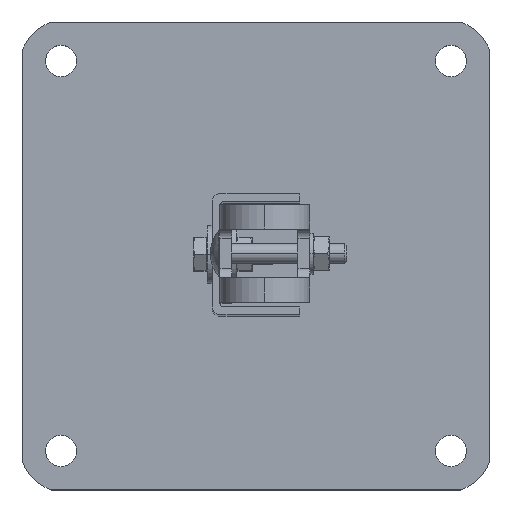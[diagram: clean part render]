
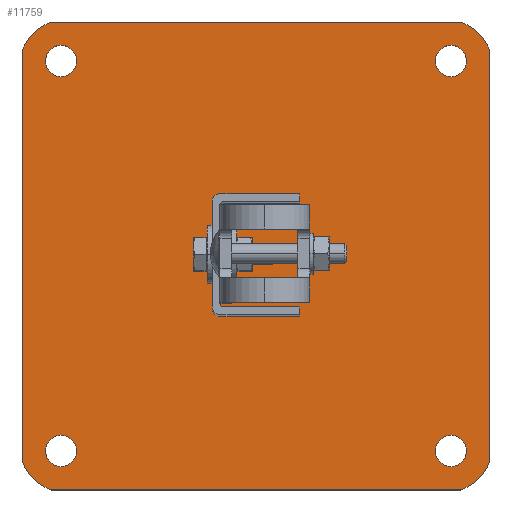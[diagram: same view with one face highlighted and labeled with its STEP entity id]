
A CAD part, top view. The second image highlights one B-rep face of the part: STEP entity #11759.
In plain terms, the highlighted planar face has unit normal (0, 0, 1).
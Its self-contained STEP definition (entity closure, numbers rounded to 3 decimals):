
#2 = VERTEX_POINT ( 'NONE', #5545 ) ;
#31 = DIRECTION ( 'NONE',  ( 0., 0., 1. ) ) ;
#48 = DIRECTION ( 'NONE',  ( 0., 0., 1. ) ) ;
#115 = DIRECTION ( 'NONE',  ( 1., 0., 0. ) ) ;
#150 = EDGE_CURVE ( 'NONE', #9982, #3801, #9479, .T. ) ;
#160 = CARTESIAN_POINT ( 'NONE',  ( 75.097, 112.325, 4. ) ) ;
#253 = ORIENTED_EDGE ( 'NONE', *, *, #874, .T. ) ;
#260 = CARTESIAN_POINT ( 'NONE',  ( -124.903, -87.675, 4. ) ) ;
#325 = VERTEX_POINT ( 'NONE', #11311 ) ;
#478 = VERTEX_POINT ( 'NONE', #160 ) ;
#702 = EDGE_LOOP ( 'NONE', ( #5086, #7742 ) ) ;
#874 = EDGE_CURVE ( 'NONE', #10747, #3429, #7287, .T. ) ;
#1065 = DIRECTION ( 'NONE',  ( 0., 1., 0. ) ) ;
#1102 = CARTESIAN_POINT ( 'NONE',  ( 103.097, 132.325, 4. ) ) ;
#1162 = ORIENTED_EDGE ( 'NONE', *, *, #150, .T. ) ;
#1215 = DIRECTION ( 'NONE',  ( 0., 0., 1. ) ) ;
#1264 = AXIS2_PLACEMENT_3D ( 'NONE', #2798, #9448, #11293 ) ;
#1344 = DIRECTION ( 'NONE',  ( 1., 0., 0. ) ) ;
#1370 = EDGE_CURVE ( 'NONE', #3736, #10043, #2085, .T. ) ;
#1446 = VERTEX_POINT ( 'NONE', #260 ) ;
#1773 = ORIENTED_EDGE ( 'NONE', *, *, #5939, .T. ) ;
#2027 = VERTEX_POINT ( 'NONE', #7136 ) ;
#2085 = CIRCLE ( 'NONE', #9523, 8. ) ;
#2137 = CARTESIAN_POINT ( 'NONE',  ( -116.903, -87.675, 4. ) ) ;
#2248 = CARTESIAN_POINT ( 'NONE',  ( -136.903, 117.22, 4. ) ) ;
#2270 = AXIS2_PLACEMENT_3D ( 'NONE', #9463, #31, #9706 ) ;
#2521 = VECTOR ( 'NONE', #1065, 1000. ) ;
#2613 = CIRCLE ( 'NONE', #9640, 8. ) ;
#2742 = ORIENTED_EDGE ( 'NONE', *, *, #4074, .F. ) ;
#2798 = CARTESIAN_POINT ( 'NONE',  ( 79.562, -84.14, 4. ) ) ;
#3002 = CARTESIAN_POINT ( 'NONE',  ( 83.097, 112.325, 4. ) ) ;
#3077 = CIRCLE ( 'NONE', #2270, 25. ) ;
#3100 = DIRECTION ( 'NONE',  ( 1., 0., 0. ) ) ;
#3108 = VERTEX_POINT ( 'NONE', #9539 ) ;
#3221 = CARTESIAN_POINT ( 'NONE',  ( -113.367, 108.789, 4. ) ) ;
#3319 = EDGE_CURVE ( 'NONE', #325, #10747, #3077, .T. ) ;
#3360 = FACE_BOUND ( 'NONE', #7283, .T. ) ;
#3424 = CARTESIAN_POINT ( 'NONE',  ( -136.903, 132.325, 4. ) ) ;
#3429 = VERTEX_POINT ( 'NONE', #6222 ) ;
#3460 = EDGE_LOOP ( 'NONE', ( #9353, #3821 ) ) ;
#3493 = DIRECTION ( 'NONE',  ( -1., 0., 0. ) ) ;
#3509 = DIRECTION ( 'NONE',  ( 1., 0., 0. ) ) ;
#3537 = CIRCLE ( 'NONE', #8188, 8. ) ;
#3678 = DIRECTION ( 'NONE',  ( 0., 0., 1. ) ) ;
#3736 = VERTEX_POINT ( 'NONE', #6808 ) ;
#3801 = VERTEX_POINT ( 'NONE', #9689 ) ;
#3821 = ORIENTED_EDGE ( 'NONE', *, *, #11757, .F. ) ;
#3960 = LINE ( 'NONE', #1102, #8530 ) ;
#4074 = EDGE_CURVE ( 'NONE', #478, #9794, #10678, .T. ) ;
#4104 = AXIS2_PLACEMENT_3D ( 'NONE', #3221, #6107, #7076 ) ;
#4223 = CARTESIAN_POINT ( 'NONE',  ( 83.097, -87.675, 4. ) ) ;
#4348 = CARTESIAN_POINT ( 'NONE',  ( 79.562, 108.789, 4. ) ) ;
#4356 = ORIENTED_EDGE ( 'NONE', *, *, #3319, .T. ) ;
#4516 = CARTESIAN_POINT ( 'NONE',  ( -124.903, 112.325, 4. ) ) ;
#4719 = CIRCLE ( 'NONE', #5746, 25. ) ;
#4849 = DIRECTION ( 'NONE',  ( 1., 0., 0. ) ) ;
#4938 = DIRECTION ( 'NONE',  ( 0., -1., 0. ) ) ;
#5086 = ORIENTED_EDGE ( 'NONE', *, *, #1370, .F. ) ;
#5104 = AXIS2_PLACEMENT_3D ( 'NONE', #4223, #1215, #3100 ) ;
#5125 = CARTESIAN_POINT ( 'NONE',  ( 91.097, -87.675, 4. ) ) ;
#5214 = CARTESIAN_POINT ( 'NONE',  ( -121.798, -107.675, 4. ) ) ;
#5255 = CARTESIAN_POINT ( 'NONE',  ( -136.903, -107.675, 4. ) ) ;
#5378 = FACE_BOUND ( 'NONE', #9077, .T. ) ;
#5393 = VERTEX_POINT ( 'NONE', #6836 ) ;
#5545 = CARTESIAN_POINT ( 'NONE',  ( 103.097, 117.22, 4. ) ) ;
#5746 = AXIS2_PLACEMENT_3D ( 'NONE', #4348, #8968, #1344 ) ;
#5939 = EDGE_CURVE ( 'NONE', #3429, #3108, #6708, .T. ) ;
#5971 = DIRECTION ( 'NONE',  ( 1., 0., 0. ) ) ;
#6055 = AXIS2_PLACEMENT_3D ( 'NONE', #3002, #48, #115 ) ;
#6085 = ORIENTED_EDGE ( 'NONE', *, *, #11374, .T. ) ;
#6107 = DIRECTION ( 'NONE',  ( 0., 0., 1. ) ) ;
#6222 = CARTESIAN_POINT ( 'NONE',  ( 87.993, -107.675, 4. ) ) ;
#6356 = EDGE_CURVE ( 'NONE', #5393, #1446, #7497, .T. ) ;
#6385 = DIRECTION ( 'NONE',  ( 0., 0., 1. ) ) ;
#6590 = EDGE_CURVE ( 'NONE', #9794, #478, #10513, .T. ) ;
#6612 = ORIENTED_EDGE ( 'NONE', *, *, #11164, .F. ) ;
#6708 = CIRCLE ( 'NONE', #1264, 25. ) ;
#6733 = CIRCLE ( 'NONE', #4104, 25. ) ;
#6736 = VECTOR ( 'NONE', #3509, 1000. ) ;
#6808 = CARTESIAN_POINT ( 'NONE',  ( 75.097, -87.675, 4. ) ) ;
#6836 = CARTESIAN_POINT ( 'NONE',  ( -108.903, -87.675, 4. ) ) ;
#6872 = CARTESIAN_POINT ( 'NONE',  ( 83.097, -87.675, 4. ) ) ;
#6883 = CARTESIAN_POINT ( 'NONE',  ( 91.097, 112.325, 4. ) ) ;
#6919 = ORIENTED_EDGE ( 'NONE', *, *, #9991, .F. ) ;
#6986 = EDGE_CURVE ( 'NONE', #10043, #3736, #8358, .T. ) ;
#7010 = DIRECTION ( 'NONE',  ( 0., 0., 1. ) ) ;
#7076 = DIRECTION ( 'NONE',  ( -1., 0., 0. ) ) ;
#7120 = ORIENTED_EDGE ( 'NONE', *, *, #11494, .F. ) ;
#7136 = CARTESIAN_POINT ( 'NONE',  ( -108.903, 112.325, 4. ) ) ;
#7145 = EDGE_LOOP ( 'NONE', ( #1162, #6085, #7120, #4356, #253, #1773, #6612, #10894 ) ) ;
#7216 = PLANE ( 'NONE',  #11782 ) ;
#7248 = AXIS2_PLACEMENT_3D ( 'NONE', #7711, #7010, #4849 ) ;
#7276 = DIRECTION ( 'NONE',  ( 1., 0., 0. ) ) ;
#7283 = EDGE_LOOP ( 'NONE', ( #2742, #8623 ) ) ;
#7287 = LINE ( 'NONE', #5255, #6736 ) ;
#7406 = FACE_BOUND ( 'NONE', #3460, .T. ) ;
#7412 = ORIENTED_EDGE ( 'NONE', *, *, #6356, .F. ) ;
#7497 = CIRCLE ( 'NONE', #8896, 8. ) ;
#7558 = CARTESIAN_POINT ( 'NONE',  ( 87.993, 132.325, 4. ) ) ;
#7711 = CARTESIAN_POINT ( 'NONE',  ( 83.097, 112.325, 4. ) ) ;
#7742 = ORIENTED_EDGE ( 'NONE', *, *, #6986, .F. ) ;
#8147 = VERTEX_POINT ( 'NONE', #4516 ) ;
#8188 = AXIS2_PLACEMENT_3D ( 'NONE', #10048, #12146, #12029 ) ;
#8337 = VECTOR ( 'NONE', #3493, 1000. ) ;
#8358 = CIRCLE ( 'NONE', #5104, 8. ) ;
#8363 = FACE_BOUND ( 'NONE', #702, .T. ) ;
#8530 = VECTOR ( 'NONE', #4938, 1000. ) ;
#8623 = ORIENTED_EDGE ( 'NONE', *, *, #6590, .F. ) ;
#8896 = AXIS2_PLACEMENT_3D ( 'NONE', #2137, #11658, #5971 ) ;
#8968 = DIRECTION ( 'NONE',  ( 0., 0., 1. ) ) ;
#9077 = EDGE_LOOP ( 'NONE', ( #6919, #7412 ) ) ;
#9226 = VERTEX_POINT ( 'NONE', #2248 ) ;
#9353 = ORIENTED_EDGE ( 'NONE', *, *, #9598, .F. ) ;
#9421 = DIRECTION ( 'NONE',  ( 1., 0., 0. ) ) ;
#9448 = DIRECTION ( 'NONE',  ( 0., 0., 1. ) ) ;
#9463 = CARTESIAN_POINT ( 'NONE',  ( -113.367, -84.14, 4. ) ) ;
#9479 = LINE ( 'NONE', #12150, #8337 ) ;
#9523 = AXIS2_PLACEMENT_3D ( 'NONE', #6872, #9756, #10655 ) ;
#9539 = CARTESIAN_POINT ( 'NONE',  ( 103.097, -92.57, 4. ) ) ;
#9598 = EDGE_CURVE ( 'NONE', #8147, #2027, #2613, .T. ) ;
#9640 = AXIS2_PLACEMENT_3D ( 'NONE', #10376, #3678, #11390 ) ;
#9689 = CARTESIAN_POINT ( 'NONE',  ( -121.798, 132.325, 4. ) ) ;
#9706 = DIRECTION ( 'NONE',  ( -1., 0., 0. ) ) ;
#9756 = DIRECTION ( 'NONE',  ( 0., 0., 1. ) ) ;
#9794 = VERTEX_POINT ( 'NONE', #6883 ) ;
#9982 = VERTEX_POINT ( 'NONE', #7558 ) ;
#9991 = EDGE_CURVE ( 'NONE', #1446, #5393, #12177, .T. ) ;
#10043 = VERTEX_POINT ( 'NONE', #5125 ) ;
#10048 = CARTESIAN_POINT ( 'NONE',  ( -116.903, 112.325, 4. ) ) ;
#10376 = CARTESIAN_POINT ( 'NONE',  ( -116.903, 112.325, 4. ) ) ;
#10403 = DIRECTION ( 'NONE',  ( 0., 0., 1. ) ) ;
#10450 = EDGE_CURVE ( 'NONE', #2, #9982, #4719, .T. ) ;
#10513 = CIRCLE ( 'NONE', #6055, 8. ) ;
#10655 = DIRECTION ( 'NONE',  ( 1., 0., 0. ) ) ;
#10678 = CIRCLE ( 'NONE', #7248, 8. ) ;
#10747 = VERTEX_POINT ( 'NONE', #5214 ) ;
#10894 = ORIENTED_EDGE ( 'NONE', *, *, #10450, .T. ) ;
#11164 = EDGE_CURVE ( 'NONE', #2, #3108, #3960, .T. ) ;
#11194 = FACE_OUTER_BOUND ( 'NONE', #7145, .T. ) ;
#11293 = DIRECTION ( 'NONE',  ( 1., 0., 0. ) ) ;
#11311 = CARTESIAN_POINT ( 'NONE',  ( -136.903, -92.57, 4. ) ) ;
#11374 = EDGE_CURVE ( 'NONE', #3801, #9226, #6733, .T. ) ;
#11390 = DIRECTION ( 'NONE',  ( 1., 0., 0. ) ) ;
#11494 = EDGE_CURVE ( 'NONE', #325, #9226, #11677, .T. ) ;
#11550 = CARTESIAN_POINT ( 'NONE',  ( -136.903, -107.675, 4. ) ) ;
#11569 = AXIS2_PLACEMENT_3D ( 'NONE', #12290, #10403, #9421 ) ;
#11658 = DIRECTION ( 'NONE',  ( 0., 0., 1. ) ) ;
#11677 = LINE ( 'NONE', #11550, #2521 ) ;
#11757 = EDGE_CURVE ( 'NONE', #2027, #8147, #3537, .T. ) ;
#11759 = ADVANCED_FACE ( 'NONE', ( #5378, #7406, #3360, #8363, #11194 ), #7216, .T. ) ;
#11782 = AXIS2_PLACEMENT_3D ( 'NONE', #3424, #6385, #7276 ) ;
#12029 = DIRECTION ( 'NONE',  ( 1., 0., 0. ) ) ;
#12146 = DIRECTION ( 'NONE',  ( 0., 0., 1. ) ) ;
#12150 = CARTESIAN_POINT ( 'NONE',  ( 103.097, 132.325, 4. ) ) ;
#12177 = CIRCLE ( 'NONE', #11569, 8. ) ;
#12290 = CARTESIAN_POINT ( 'NONE',  ( -116.903, -87.675, 4. ) ) ;
